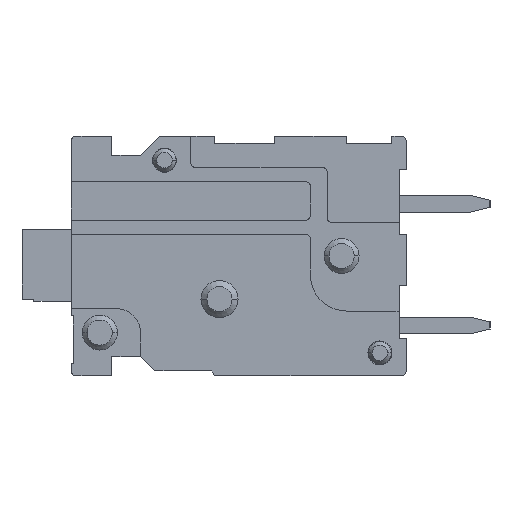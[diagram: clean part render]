
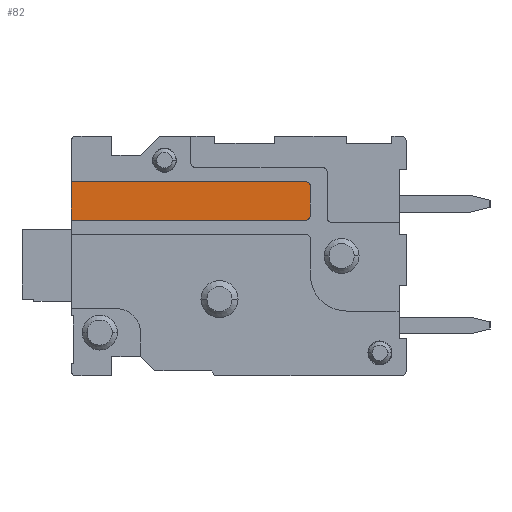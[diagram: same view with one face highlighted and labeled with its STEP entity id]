
A CAD part, left-side view. The second image highlights one B-rep face of the part: STEP entity #82.
In plain terms, the highlighted face is planar.
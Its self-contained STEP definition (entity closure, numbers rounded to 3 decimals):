
#18 = LINE ( 'NONE', #136, #7068 ) ;
#59 = DIRECTION ( 'NONE',  ( 1., 0., 0. ) ) ;
#82 = ADVANCED_FACE ( 'NONE', ( #9651 ), #3117, .T. ) ;
#136 = CARTESIAN_POINT ( 'NONE',  ( 6.5, 14., 3.54 ) ) ;
#141 = AXIS2_PLACEMENT_3D ( 'NONE', #317, #4385, #5338 ) ;
#317 = CARTESIAN_POINT ( 'NONE',  ( 0., 0., 3.54 ) ) ;
#378 = CARTESIAN_POINT ( 'NONE',  ( 7.9, 4., 3.54 ) ) ;
#610 = ORIENTED_EDGE ( 'NONE', *, *, #1900, .T. ) ;
#1092 = ORIENTED_EDGE ( 'NONE', *, *, #12025, .F. ) ;
#1458 = VECTOR ( 'NONE', #59, 1000. ) ;
#1753 = DIRECTION ( 'NONE',  ( -1., 0., 0. ) ) ;
#1900 = EDGE_CURVE ( 'NONE', #7318, #5084, #18, .T. ) ;
#1936 = DIRECTION ( 'NONE',  ( 1., 0., 0. ) ) ;
#1994 = CARTESIAN_POINT ( 'NONE',  ( 6.5, 14., 3.54 ) ) ;
#2069 = VECTOR ( 'NONE', #1936, 1000. ) ;
#2470 = CIRCLE ( 'NONE', #11551, 0.2 ) ;
#2971 = LINE ( 'NONE', #1994, #2069 ) ;
#3111 = DIRECTION ( 'NONE',  ( 0., -1., 0. ) ) ;
#3117 = PLANE ( 'NONE',  #141 ) ;
#3780 = EDGE_LOOP ( 'NONE', ( #12030, #11778, #4887, #1092, #610, #4136 ) ) ;
#3905 = EDGE_CURVE ( 'NONE', #9924, #9590, #8684, .T. ) ;
#4136 = ORIENTED_EDGE ( 'NONE', *, *, #11982, .T. ) ;
#4385 = DIRECTION ( 'NONE',  ( 0., 0., 1. ) ) ;
#4887 = ORIENTED_EDGE ( 'NONE', *, *, #6825, .T. ) ;
#4974 = CARTESIAN_POINT ( 'NONE',  ( 6.5, 4.2, 3.54 ) ) ;
#5084 = VERTEX_POINT ( 'NONE', #4974 ) ;
#5175 = CARTESIAN_POINT ( 'NONE',  ( 6.5, 14., 3.54 ) ) ;
#5338 = DIRECTION ( 'NONE',  ( 1., 0., 0. ) ) ;
#5482 = CARTESIAN_POINT ( 'NONE',  ( 8.1, 14., 3.54 ) ) ;
#5880 = DIRECTION ( 'NONE',  ( 0., 0., 1. ) ) ;
#5937 = DIRECTION ( 'NONE',  ( 0., -1., 0. ) ) ;
#5993 = CARTESIAN_POINT ( 'NONE',  ( 8.1, 4.2, 3.54 ) ) ;
#6502 = CARTESIAN_POINT ( 'NONE',  ( 6.7, 4.2, 3.54 ) ) ;
#6680 = CARTESIAN_POINT ( 'NONE',  ( 7.9, 4.2, 3.54 ) ) ;
#6780 = DIRECTION ( 'NONE',  ( 0., 1., 0. ) ) ;
#6825 = EDGE_CURVE ( 'NONE', #8306, #8395, #8592, .T. ) ;
#7068 = VECTOR ( 'NONE', #3111, 1000. ) ;
#7318 = VERTEX_POINT ( 'NONE', #5175 ) ;
#8306 = VERTEX_POINT ( 'NONE', #5993 ) ;
#8395 = VERTEX_POINT ( 'NONE', #5482 ) ;
#8441 = CARTESIAN_POINT ( 'NONE',  ( 6.7, 4., 3.54 ) ) ;
#8592 = LINE ( 'NONE', #11704, #9990 ) ;
#8684 = LINE ( 'NONE', #8441, #1458 ) ;
#9361 = CIRCLE ( 'NONE', #11753, 0.2 ) ;
#9590 = VERTEX_POINT ( 'NONE', #378 ) ;
#9651 = FACE_OUTER_BOUND ( 'NONE', #3780, .T. ) ;
#9924 = VERTEX_POINT ( 'NONE', #11930 ) ;
#9990 = VECTOR ( 'NONE', #6780, 1000. ) ;
#10329 = DIRECTION ( 'NONE',  ( 0., 0., 1. ) ) ;
#11401 = EDGE_CURVE ( 'NONE', #9590, #8306, #9361, .T. ) ;
#11551 = AXIS2_PLACEMENT_3D ( 'NONE', #6502, #10329, #1753 ) ;
#11704 = CARTESIAN_POINT ( 'NONE',  ( 8.1, 4.2, 3.54 ) ) ;
#11753 = AXIS2_PLACEMENT_3D ( 'NONE', #6680, #5880, #5937 ) ;
#11778 = ORIENTED_EDGE ( 'NONE', *, *, #11401, .T. ) ;
#11930 = CARTESIAN_POINT ( 'NONE',  ( 6.7, 4., 3.54 ) ) ;
#11982 = EDGE_CURVE ( 'NONE', #5084, #9924, #2470, .T. ) ;
#12025 = EDGE_CURVE ( 'NONE', #7318, #8395, #2971, .T. ) ;
#12030 = ORIENTED_EDGE ( 'NONE', *, *, #3905, .T. ) ;
